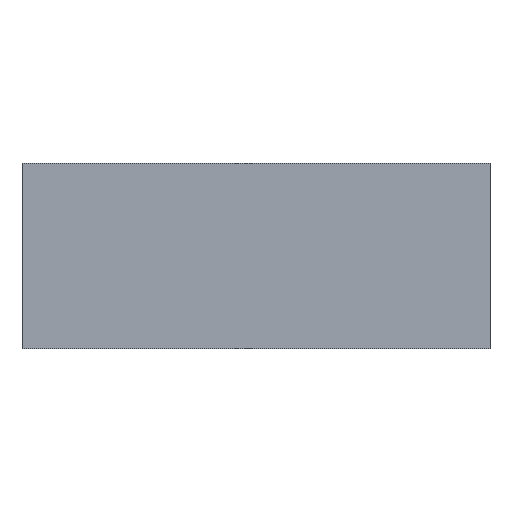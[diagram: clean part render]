
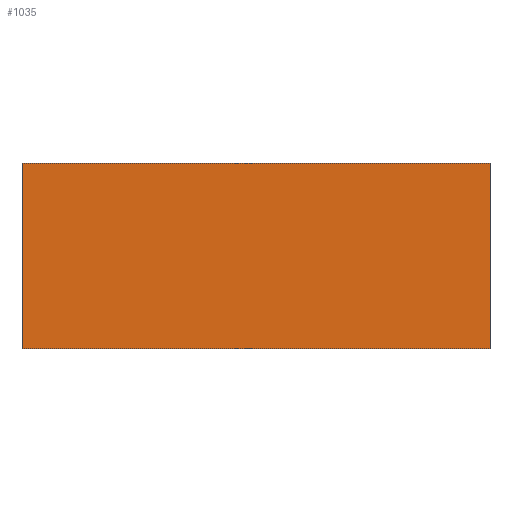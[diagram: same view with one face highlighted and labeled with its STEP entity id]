
A CAD part, left-side view. The second image highlights one B-rep face of the part: STEP entity #1035.
In plain terms, the highlighted planar face has unit normal (-1, 0, 0).
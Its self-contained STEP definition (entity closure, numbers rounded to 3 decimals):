
#100 = PLANE('',#101);
#101 = AXIS2_PLACEMENT_3D('',#102,#103,#104);
#102 = CARTESIAN_POINT('',(17.6,-21.5,0.));
#103 = DIRECTION('',(0.,-1.,0.));
#104 = DIRECTION('',(-1.,0.,0.));
#247 = VERTEX_POINT('',#248);
#248 = CARTESIAN_POINT('',(15.3,-21.5,17.));
#262 = PLANE('',#263);
#263 = AXIS2_PLACEMENT_3D('',#264,#265,#266);
#264 = CARTESIAN_POINT('',(16.45,0.,17.));
#265 = DIRECTION('',(-0.,-0.,-1.));
#266 = DIRECTION('',(-1.,0.,0.));
#274 = EDGE_CURVE('',#275,#247,#277,.T.);
#275 = VERTEX_POINT('',#276);
#276 = CARTESIAN_POINT('',(15.3,-21.5,0.));
#277 = SURFACE_CURVE('',#278,(#282,#289),.PCURVE_S1.);
#278 = LINE('',#279,#280);
#279 = CARTESIAN_POINT('',(15.3,-21.5,0.));
#280 = VECTOR('',#281,1.);
#281 = DIRECTION('',(0.,0.,1.));
#282 = PCURVE('',#100,#283);
#283 = DEFINITIONAL_REPRESENTATION('',(#284),#288);
#284 = LINE('',#285,#286);
#285 = CARTESIAN_POINT('',(2.3,0.));
#286 = VECTOR('',#287,1.);
#287 = DIRECTION('',(0.,-1.));
#288 = ( GEOMETRIC_REPRESENTATION_CONTEXT(2) 
PARAMETRIC_REPRESENTATION_CONTEXT() REPRESENTATION_CONTEXT('2D SPACE',''
  ) );
#289 = PCURVE('',#290,#295);
#290 = PLANE('',#291);
#291 = AXIS2_PLACEMENT_3D('',#292,#293,#294);
#292 = CARTESIAN_POINT('',(15.3,-21.5,0.));
#293 = DIRECTION('',(-1.,0.,0.));
#294 = DIRECTION('',(0.,1.,0.));
#295 = DEFINITIONAL_REPRESENTATION('',(#296),#300);
#296 = LINE('',#297,#298);
#297 = CARTESIAN_POINT('',(0.,0.));
#298 = VECTOR('',#299,1.);
#299 = DIRECTION('',(0.,-1.));
#300 = ( GEOMETRIC_REPRESENTATION_CONTEXT(2) 
PARAMETRIC_REPRESENTATION_CONTEXT() REPRESENTATION_CONTEXT('2D SPACE',''
  ) );
#316 = PLANE('',#317);
#317 = AXIS2_PLACEMENT_3D('',#318,#319,#320);
#318 = CARTESIAN_POINT('',(16.45,0.,0.));
#319 = DIRECTION('',(-0.,-0.,-1.));
#320 = DIRECTION('',(-1.,0.,0.));
#1035 = ADVANCED_FACE('',(#1036),#290,.T.);
#1036 = FACE_BOUND('',#1037,.T.);
#1037 = EDGE_LOOP('',(#1038,#1039,#1062,#1090));
#1038 = ORIENTED_EDGE('',*,*,#274,.T.);
#1039 = ORIENTED_EDGE('',*,*,#1040,.T.);
#1040 = EDGE_CURVE('',#247,#1041,#1043,.T.);
#1041 = VERTEX_POINT('',#1042);
#1042 = CARTESIAN_POINT('',(15.3,21.5,17.));
#1043 = SURFACE_CURVE('',#1044,(#1048,#1055),.PCURVE_S1.);
#1044 = LINE('',#1045,#1046);
#1045 = CARTESIAN_POINT('',(15.3,-21.5,17.));
#1046 = VECTOR('',#1047,1.);
#1047 = DIRECTION('',(0.,1.,0.));
#1048 = PCURVE('',#290,#1049);
#1049 = DEFINITIONAL_REPRESENTATION('',(#1050),#1054);
#1050 = LINE('',#1051,#1052);
#1051 = CARTESIAN_POINT('',(0.,-17.));
#1052 = VECTOR('',#1053,1.);
#1053 = DIRECTION('',(1.,0.));
#1054 = ( GEOMETRIC_REPRESENTATION_CONTEXT(2) 
PARAMETRIC_REPRESENTATION_CONTEXT() REPRESENTATION_CONTEXT('2D SPACE',''
  ) );
#1055 = PCURVE('',#262,#1056);
#1056 = DEFINITIONAL_REPRESENTATION('',(#1057),#1061);
#1057 = LINE('',#1058,#1059);
#1058 = CARTESIAN_POINT('',(1.15,-21.5));
#1059 = VECTOR('',#1060,1.);
#1060 = DIRECTION('',(0.,1.));
#1061 = ( GEOMETRIC_REPRESENTATION_CONTEXT(2) 
PARAMETRIC_REPRESENTATION_CONTEXT() REPRESENTATION_CONTEXT('2D SPACE',''
  ) );
#1062 = ORIENTED_EDGE('',*,*,#1063,.F.);
#1063 = EDGE_CURVE('',#1064,#1041,#1066,.T.);
#1064 = VERTEX_POINT('',#1065);
#1065 = CARTESIAN_POINT('',(15.3,21.5,0.));
#1066 = SURFACE_CURVE('',#1067,(#1071,#1078),.PCURVE_S1.);
#1067 = LINE('',#1068,#1069);
#1068 = CARTESIAN_POINT('',(15.3,21.5,0.));
#1069 = VECTOR('',#1070,1.);
#1070 = DIRECTION('',(0.,0.,1.));
#1071 = PCURVE('',#290,#1072);
#1072 = DEFINITIONAL_REPRESENTATION('',(#1073),#1077);
#1073 = LINE('',#1074,#1075);
#1074 = CARTESIAN_POINT('',(43.,0.));
#1075 = VECTOR('',#1076,1.);
#1076 = DIRECTION('',(0.,-1.));
#1077 = ( GEOMETRIC_REPRESENTATION_CONTEXT(2) 
PARAMETRIC_REPRESENTATION_CONTEXT() REPRESENTATION_CONTEXT('2D SPACE',''
  ) );
#1078 = PCURVE('',#1079,#1084);
#1079 = PLANE('',#1080);
#1080 = AXIS2_PLACEMENT_3D('',#1081,#1082,#1083);
#1081 = CARTESIAN_POINT('',(15.3,21.5,0.));
#1082 = DIRECTION('',(0.,1.,0.));
#1083 = DIRECTION('',(1.,0.,0.));
#1084 = DEFINITIONAL_REPRESENTATION('',(#1085),#1089);
#1085 = LINE('',#1086,#1087);
#1086 = CARTESIAN_POINT('',(0.,0.));
#1087 = VECTOR('',#1088,1.);
#1088 = DIRECTION('',(0.,-1.));
#1089 = ( GEOMETRIC_REPRESENTATION_CONTEXT(2) 
PARAMETRIC_REPRESENTATION_CONTEXT() REPRESENTATION_CONTEXT('2D SPACE',''
  ) );
#1090 = ORIENTED_EDGE('',*,*,#1091,.F.);
#1091 = EDGE_CURVE('',#275,#1064,#1092,.T.);
#1092 = SURFACE_CURVE('',#1093,(#1097,#1104),.PCURVE_S1.);
#1093 = LINE('',#1094,#1095);
#1094 = CARTESIAN_POINT('',(15.3,-21.5,0.));
#1095 = VECTOR('',#1096,1.);
#1096 = DIRECTION('',(0.,1.,0.));
#1097 = PCURVE('',#290,#1098);
#1098 = DEFINITIONAL_REPRESENTATION('',(#1099),#1103);
#1099 = LINE('',#1100,#1101);
#1100 = CARTESIAN_POINT('',(0.,0.));
#1101 = VECTOR('',#1102,1.);
#1102 = DIRECTION('',(1.,0.));
#1103 = ( GEOMETRIC_REPRESENTATION_CONTEXT(2) 
PARAMETRIC_REPRESENTATION_CONTEXT() REPRESENTATION_CONTEXT('2D SPACE',''
  ) );
#1104 = PCURVE('',#316,#1105);
#1105 = DEFINITIONAL_REPRESENTATION('',(#1106),#1110);
#1106 = LINE('',#1107,#1108);
#1107 = CARTESIAN_POINT('',(1.15,-21.5));
#1108 = VECTOR('',#1109,1.);
#1109 = DIRECTION('',(0.,1.));
#1110 = ( GEOMETRIC_REPRESENTATION_CONTEXT(2) 
PARAMETRIC_REPRESENTATION_CONTEXT() REPRESENTATION_CONTEXT('2D SPACE',''
  ) );
